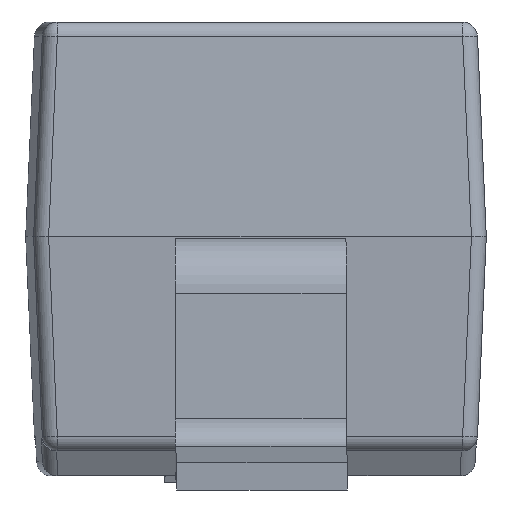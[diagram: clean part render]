
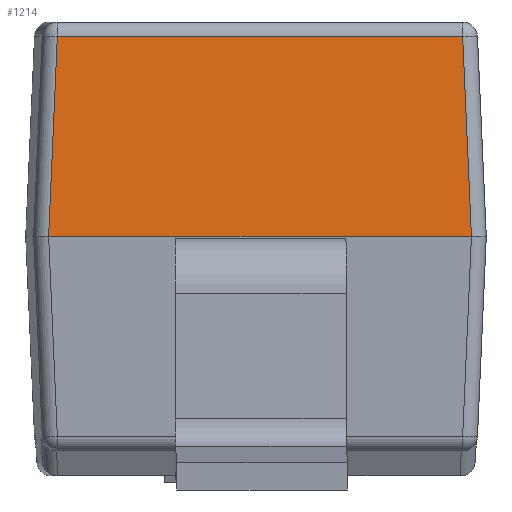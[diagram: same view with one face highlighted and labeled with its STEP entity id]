
A CAD part, front view. The second image highlights one B-rep face of the part: STEP entity #1214.
In plain terms, the highlighted face is planar.
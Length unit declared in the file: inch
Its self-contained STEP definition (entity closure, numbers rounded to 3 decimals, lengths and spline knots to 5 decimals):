
#438=CARTESIAN_POINT('',(-0.04238,-0.12538,0.));
#439=VERTEX_POINT('',#438);
#472=CARTESIAN_POINT('',(0.04063,-0.12363,0.04013));
#473=VERTEX_POINT('',#472);
#531=CARTESIAN_POINT('',(-0.04063,-0.12363,0.04013));
#532=VERTEX_POINT('',#531);
#685=CARTESIAN_POINT('',(-0.04063,-0.12363,0.04013));
#686=DIRECTION('',(1.0,0.0,0.0));
#687=VECTOR('',#686,0.08126);
#688=LINE('',#685,#687);
#689=EDGE_CURVE('',#532,#473,#688,.T.);
#699=CARTESIAN_POINT('',(-0.04238,-0.12538,0.0));
#700=DIRECTION('',(0.044,0.044,0.998));
#701=VECTOR('',#700,0.04021);
#702=LINE('',#699,#701);
#703=EDGE_CURVE('',#439,#532,#702,.T.);
#806=CARTESIAN_POINT('',(0.04238,-0.12538,0.));
#807=VERTEX_POINT('',#806);
#808=CARTESIAN_POINT('',(0.04063,-0.12363,0.04013));
#809=DIRECTION('',(0.044,-0.044,-0.998));
#810=VECTOR('',#809,0.04021);
#811=LINE('',#808,#810);
#812=EDGE_CURVE('',#473,#807,#811,.T.);
#1198=CARTESIAN_POINT('',(0.0,-0.12725,-0.04292));
#1199=DIRECTION('',(0.0,-0.999,0.044));
#1200=DIRECTION('',(0.0,-0.044,-0.999));
#1201=AXIS2_PLACEMENT_3D('',#1198,#1199,#1200);
#1202=PLANE('',#1201);
#1203=ORIENTED_EDGE('',*,*,#812,.F.);
#1204=ORIENTED_EDGE('',*,*,#689,.F.);
#1205=ORIENTED_EDGE('',*,*,#703,.F.);
#1206=CARTESIAN_POINT('',(-0.04238,-0.12538,0.));
#1207=DIRECTION('',(1.0,0.0,0.0));
#1208=VECTOR('',#1207,0.08476);
#1209=LINE('',#1206,#1208);
#1210=EDGE_CURVE('',#807,#439,#1209,.F.);
#1211=ORIENTED_EDGE('',*,*,#1210,.F.);
#1212=EDGE_LOOP('',(#1203,#1204,#1205,#1211));
#1213=FACE_OUTER_BOUND('',#1212,.T.);
#1214=ADVANCED_FACE('',(#1213),#1202,.T.);
